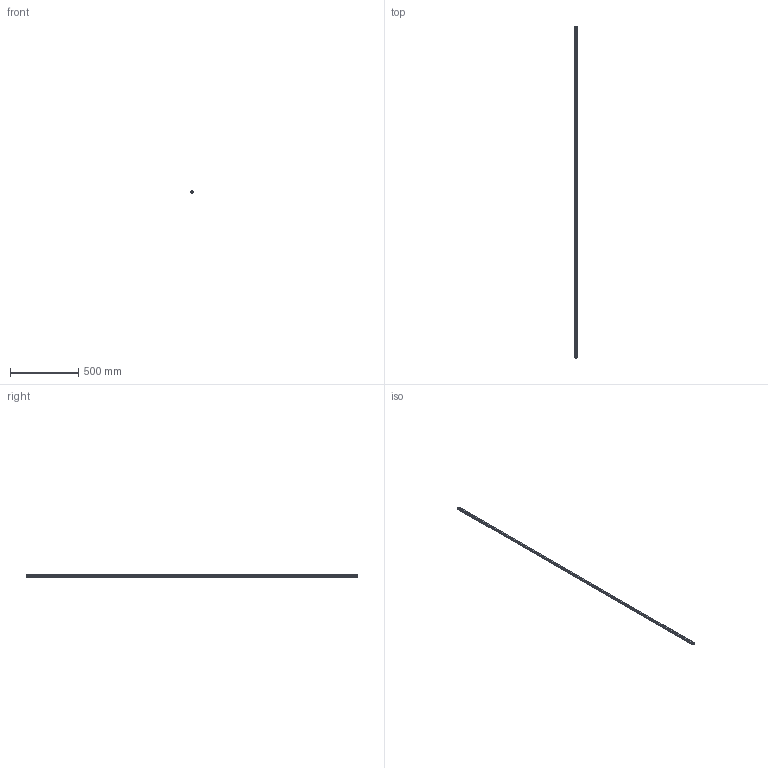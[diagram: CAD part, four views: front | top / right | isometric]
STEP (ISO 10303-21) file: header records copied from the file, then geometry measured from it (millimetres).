
FILE_DESCRIPTION(('STEP AP214'),'1');
FILE_NAME('cctmp_BF4B69DE-9C92-4D71-8CD1-85244DED5848_2021_01_19_11_24_45_0623..stp','2021-01-19T10:24:45',('HIWIN GmbH'),('CADClick - www.CADClick.com'),'Spatial InterOp 3D',' ','unknown authorization');
FILE_SCHEMA(('AUTOMOTIVE_DESIGN'));
Length unit declared in the file: millimetre
Products named in the file (1): HGR15T2430C_FILE
Bounding box: 15 x 2430 x 15 mm (x, y, z)
Volume: 456077.4 mm3; surface area: 154266.5 mm2
Topology: 1 solids, 1 shells, 279 faces, 737 edges, 423 vertices
Faces by surface type: cylinder 108, plane 89, cone 82
Entity records: 10233 total; most frequent: DIRECTION 1431, CARTESIAN_POINT 1358, ORIENTED_EDGE 1310, EDGE_CURVE 655, AXIS2_PLACEMENT_3D 496, LINE 439, VECTOR 439, VERTEX_POINT 423
